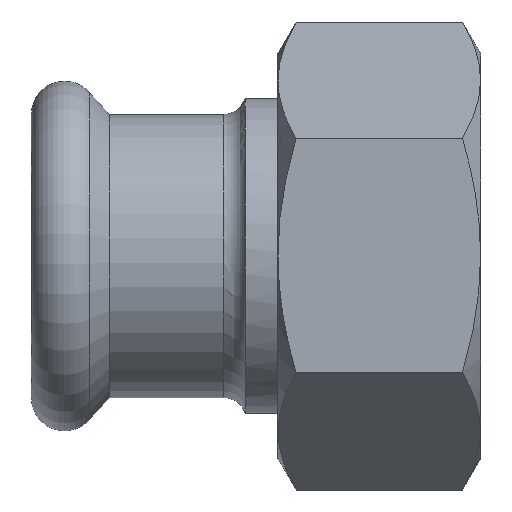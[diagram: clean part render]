
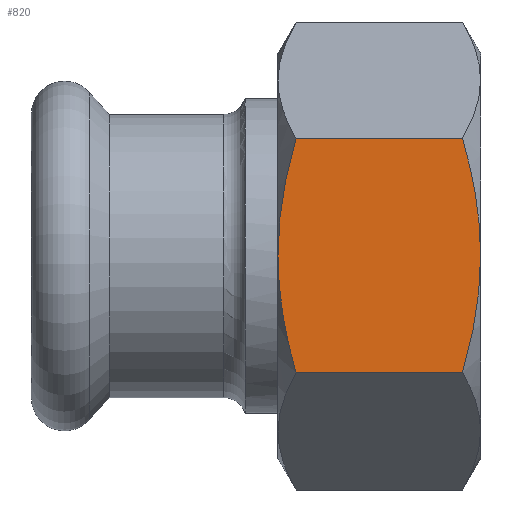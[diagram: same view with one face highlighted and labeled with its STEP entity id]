
A CAD part, top view. The second image highlights one B-rep face of the part: STEP entity #820.
In plain terms, the highlighted planar face has unit normal (0, 0.001, 1).
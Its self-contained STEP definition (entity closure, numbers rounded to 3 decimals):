
#21=(
BOUNDED_CURVE()
B_SPLINE_CURVE(2,(#1412,#1413,#1414),.UNSPECIFIED.,.F.,.F.)
B_SPLINE_CURVE_WITH_KNOTS((3,3),(5.129,7.117),
 .UNSPECIFIED.)
CURVE()
GEOMETRIC_REPRESENTATION_ITEM()
RATIONAL_B_SPLINE_CURVE((1.915,1.914,1.777))
REPRESENTATION_ITEM('')
);
#22=(
BOUNDED_CURVE()
B_SPLINE_CURVE(2,(#1417,#1418,#1419),.UNSPECIFIED.,.F.,.F.)
B_SPLINE_CURVE_WITH_KNOTS((3,3),(3.14,5.128),
 .UNSPECIFIED.)
CURVE()
GEOMETRIC_REPRESENTATION_ITEM()
RATIONAL_B_SPLINE_CURVE((1.777,1.914,1.915))
REPRESENTATION_ITEM('')
);
#30=(
BOUNDED_CURVE()
B_SPLINE_CURVE(2,(#1473,#1474,#1475),.UNSPECIFIED.,.F.,.F.)
B_SPLINE_CURVE_WITH_KNOTS((3,3),(3.139,5.127),
 .UNSPECIFIED.)
CURVE()
GEOMETRIC_REPRESENTATION_ITEM()
RATIONAL_B_SPLINE_CURVE((1.777,1.914,1.914))
REPRESENTATION_ITEM('')
);
#32=(
BOUNDED_CURVE()
B_SPLINE_CURVE(2,(#1480,#1481,#1482),.UNSPECIFIED.,.F.,.F.)
B_SPLINE_CURVE_WITH_KNOTS((3,3),(5.128,7.115),
 .UNSPECIFIED.)
CURVE()
GEOMETRIC_REPRESENTATION_ITEM()
RATIONAL_B_SPLINE_CURVE((1.914,1.914,1.777))
REPRESENTATION_ITEM('')
);
#58=PLANE('',#949);
#133=FACE_OUTER_BOUND('',#191,.T.);
#191=EDGE_LOOP('',(#657,#658,#659,#660,#661,#662,#663,#664));
#216=LINE('',#1356,#245);
#221=LINE('',#1486,#250);
#222=LINE('',#1487,#251);
#245=VECTOR('',#1098,1.);
#250=VECTOR('',#1177,10.);
#251=VECTOR('',#1178,1.);
#308=CIRCLE('',#940,18.);
#343=VERTEX_POINT('',#1310);
#349=VERTEX_POINT('',#1346);
#362=VERTEX_POINT('',#1406);
#363=VERTEX_POINT('',#1410);
#364=VERTEX_POINT('',#1416);
#372=VERTEX_POINT('',#1438);
#373=VERTEX_POINT('',#1440);
#377=VERTEX_POINT('',#1472);
#435=EDGE_CURVE('',#343,#349,#216,.T.);
#454=EDGE_CURVE('',#363,#362,#21,.T.);
#455=EDGE_CURVE('',#343,#364,#22,.T.);
#466=EDGE_CURVE('',#372,#373,#308,.T.);
#475=EDGE_CURVE('',#377,#372,#30,.T.);
#477=EDGE_CURVE('',#373,#349,#32,.T.);
#479=EDGE_CURVE('',#363,#364,#221,.T.);
#480=EDGE_CURVE('',#362,#377,#222,.T.);
#657=ORIENTED_EDGE('',*,*,#454,.F.);
#658=ORIENTED_EDGE('',*,*,#479,.T.);
#659=ORIENTED_EDGE('',*,*,#455,.F.);
#660=ORIENTED_EDGE('',*,*,#435,.T.);
#661=ORIENTED_EDGE('',*,*,#477,.F.);
#662=ORIENTED_EDGE('',*,*,#466,.F.);
#663=ORIENTED_EDGE('',*,*,#475,.F.);
#664=ORIENTED_EDGE('',*,*,#480,.F.);
#820=ADVANCED_FACE('',(#133),#58,.T.);
#940=AXIS2_PLACEMENT_3D('',#1441,#1156,#1157);
#949=AXIS2_PLACEMENT_3D('',#1485,#1175,#1176);
#1098=DIRECTION('',(1.,0.,0.));
#1156=DIRECTION('center_axis',(1.,0.,0.));
#1157=DIRECTION('ref_axis',(0.,-0.98,-0.199));
#1175=DIRECTION('center_axis',(0.,0.001,
1.));
#1176=DIRECTION('ref_axis',(0.,-1.,0.001));
#1177=DIRECTION('',(0.,-1.,0.001));
#1178=DIRECTION('',(1.,0.,0.));
#1310=CARTESIAN_POINT('',(23.508,-10.376,18.01));
#1346=CARTESIAN_POINT('',(38.292,-10.376,18.01));
#1356=CARTESIAN_POINT('',(30.9,-10.376,18.01));
#1406=CARTESIAN_POINT('',(23.508,10.409,17.99));
#1410=CARTESIAN_POINT('',(21.9,0.019,18.));
#1412=CARTESIAN_POINT('Ctrl Pts',(21.9,0.019,18.));
#1413=CARTESIAN_POINT('Ctrl Pts',(21.9,4.841,17.996));
#1414=CARTESIAN_POINT('Ctrl Pts',(23.508,10.409,17.99));
#1416=CARTESIAN_POINT('',(21.9,0.014,18.));
#1417=CARTESIAN_POINT('Ctrl Pts',(23.508,-10.376,18.01));
#1418=CARTESIAN_POINT('Ctrl Pts',(21.9,-4.808,18.004));
#1419=CARTESIAN_POINT('Ctrl Pts',(21.9,0.014,18.));
#1438=CARTESIAN_POINT('',(39.9,0.019,18.));
#1440=CARTESIAN_POINT('',(39.9,0.014,18.));
#1441=CARTESIAN_POINT('Origin',(39.9,0.,0.));
#1472=CARTESIAN_POINT('',(38.292,10.409,17.99));
#1473=CARTESIAN_POINT('Ctrl Pts',(38.292,10.409,17.99));
#1474=CARTESIAN_POINT('Ctrl Pts',(39.899,4.841,17.996));
#1475=CARTESIAN_POINT('Ctrl Pts',(39.9,0.019,18.));
#1480=CARTESIAN_POINT('Ctrl Pts',(39.9,0.014,18.));
#1481=CARTESIAN_POINT('Ctrl Pts',(39.899,-4.808,18.004));
#1482=CARTESIAN_POINT('Ctrl Pts',(38.292,-10.376,18.01));
#1485=CARTESIAN_POINT('Origin',(21.9,10.409,17.99));
#1486=CARTESIAN_POINT('',(21.9,12.238,17.989));
#1487=CARTESIAN_POINT('',(30.9,10.409,17.99));
